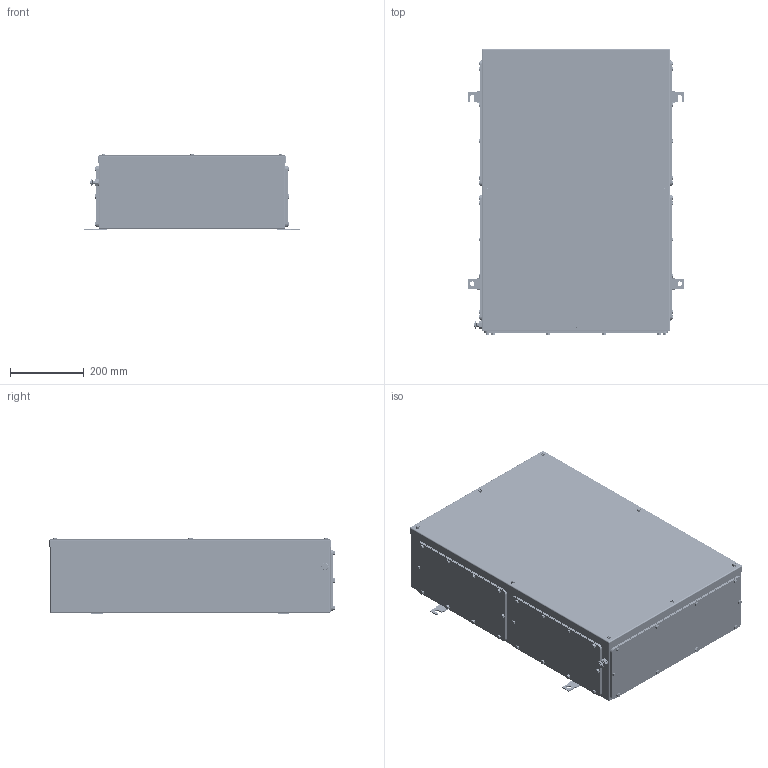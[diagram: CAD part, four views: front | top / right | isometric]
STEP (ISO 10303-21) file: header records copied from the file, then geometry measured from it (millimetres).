
FILE_DESCRIPTION(('CATIA V5 STEP Exchange','CAx-IF Rec.Pracs.--- Model Styling and Organization---1.4--- 2014-01-23'),'2;1');
FILE_NAME ('008697-4_3_1196580000_1196580000.stp','2019-09-25T09:22:59+00:00',('none'),('Weidmueller'),'CATIA Version 5-6 Release 2016 SP3 HF44','CATIA V5 STEP AP214','none');
FILE_SCHEMA(('AUTOMOTIVE_DESIGN { 1 0 10303 214 1 1 1 1 }'));
Products named in the file (1): Product7_AllCATPart
Bounding box: 589 x 775.5 x 208.5 mm (x, y, z)
Volume: 3211579.1 mm3; surface area: 3407789.1 mm2
Topology: 167 solids, 167 shells, 3549 faces, 8050 edges, 4997 vertices
Faces by surface type: cylinder 1584, plane 1207, cone 686, torus 56, sphere 16
Entity records: 94589 total; most frequent: CARTESIAN_POINT 20683, ORIENTED_EDGE 15800, DIRECTION 12247, EDGE_CURVE 7900, AXIS2_PLACEMENT_3D 5806, VERTEX_POINT 4997, EDGE_LOOP 4265, VECTOR 3954
